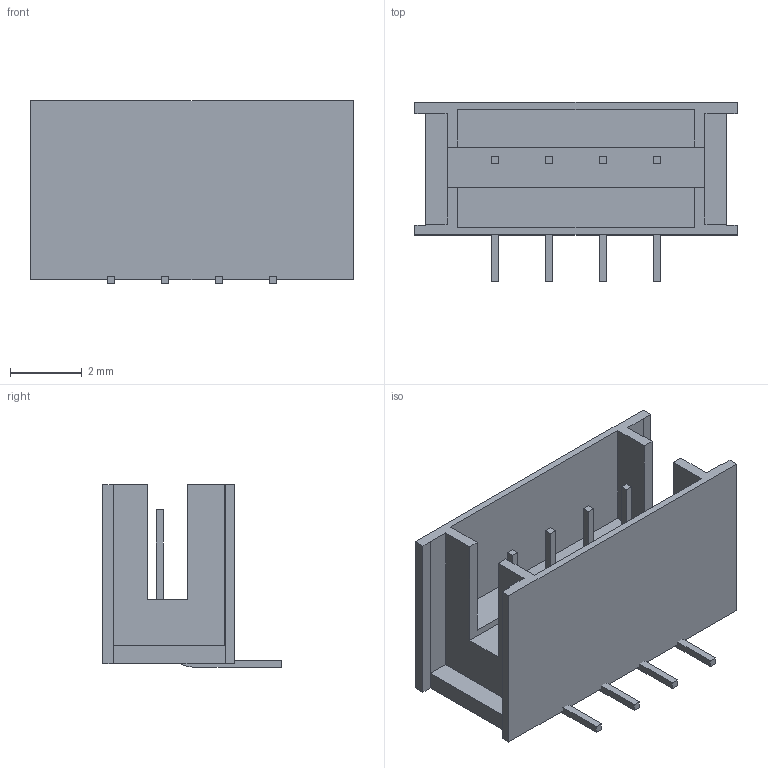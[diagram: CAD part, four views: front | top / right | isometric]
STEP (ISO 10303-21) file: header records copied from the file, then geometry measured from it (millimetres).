
FILE_DESCRIPTION(/* description */ (''),/* implementation_level */ '2;1');
FILE_NAME(/* name */ 'ZH_SMT_VERTICAL_4pin.step',/* time_stamp */ '2024-09-22T21:25:18-07:00',/* author */ (''),/* organization */ (''),/* preprocessor_version */ 'ST-DEVELOPER v20',/* originating_system */ 'Autodesk Translation Framework v13.20.0.188',/* authorisation */ '');
FILE_SCHEMA (('AUTOMOTIVE_DESIGN { 1 0 10303 214 3 1 1 }'));
Length unit declared in the file: millimetre
Products named in the file (1): ZH_SMT_VERTICAL
Bounding box: 9 x 5 x 5.1 mm (x, y, z)
Volume: 72.5 mm3; surface area: 282.2 mm2
Topology: 5 solids, 5 shells, 76 faces, 196 edges, 130 vertices
Faces by surface type: plane 68, cylinder 8
Entity records: 2323 total; most frequent: CARTESIAN_POINT 403, ORIENTED_EDGE 392, DIRECTION 366, EDGE_CURVE 196, LINE 180, VECTOR 180, VERTEX_POINT 130, AXIS2_PLACEMENT_3D 93
